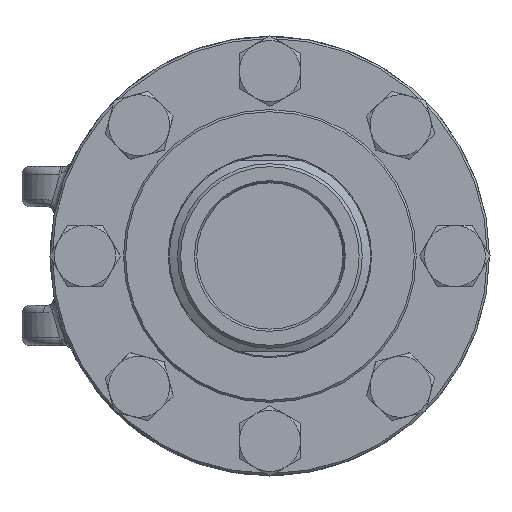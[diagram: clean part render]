
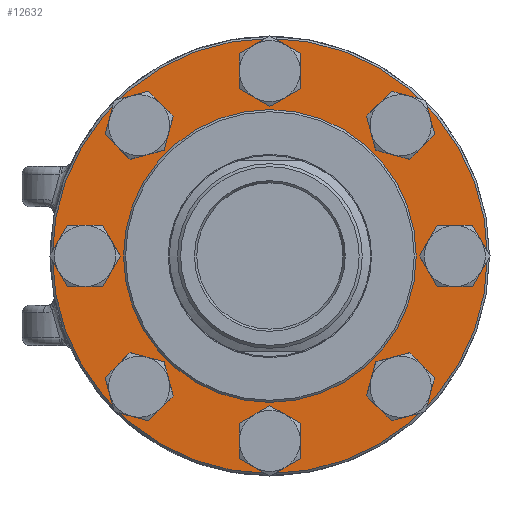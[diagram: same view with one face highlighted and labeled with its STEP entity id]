
A CAD part, left-side view. The second image highlights one B-rep face of the part: STEP entity #12632.
In plain terms, the highlighted planar face has unit normal (-1, 0, 0).
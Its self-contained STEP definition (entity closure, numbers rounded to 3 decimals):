
#413=FACE_BOUND('',#4411,.T.);
#414=FACE_BOUND('',#4412,.T.);
#415=FACE_BOUND('',#4413,.T.);
#416=FACE_BOUND('',#4414,.T.);
#417=FACE_BOUND('',#4415,.T.);
#418=FACE_BOUND('',#4416,.T.);
#419=FACE_BOUND('',#4417,.T.);
#420=FACE_BOUND('',#4418,.T.);
#421=FACE_BOUND('',#4419,.T.);
#593=PLANE('',#13551);
#889=CIRCLE('',#13209,11.6);
#890=CIRCLE('',#13210,11.6);
#893=CIRCLE('',#13214,11.6);
#894=CIRCLE('',#13215,11.6);
#897=CIRCLE('',#13219,11.6);
#898=CIRCLE('',#13220,11.6);
#901=CIRCLE('',#13224,11.6);
#902=CIRCLE('',#13225,11.6);
#905=CIRCLE('',#13229,11.6);
#906=CIRCLE('',#13230,11.6);
#909=CIRCLE('',#13234,11.6);
#910=CIRCLE('',#13235,11.6);
#913=CIRCLE('',#13239,11.6);
#914=CIRCLE('',#13240,11.6);
#917=CIRCLE('',#13244,11.6);
#918=CIRCLE('',#13245,11.6);
#1050=CIRCLE('',#13549,57.15);
#1051=CIRCLE('',#13550,57.15);
#1052=CIRCLE('',#13552,84.95);
#1053=CIRCLE('',#13553,84.95);
#3669=FACE_OUTER_BOUND('',#4410,.T.);
#4410=EDGE_LOOP('',(#9406,#9407));
#4411=EDGE_LOOP('',(#9408,#9409));
#4412=EDGE_LOOP('',(#9410,#9411));
#4413=EDGE_LOOP('',(#9412,#9413));
#4414=EDGE_LOOP('',(#9414,#9415));
#4415=EDGE_LOOP('',(#9416,#9417));
#4416=EDGE_LOOP('',(#9418,#9419));
#4417=EDGE_LOOP('',(#9420,#9421));
#4418=EDGE_LOOP('',(#9422,#9423));
#4419=EDGE_LOOP('',(#9424,#9425));
#5477=VERTEX_POINT('',#17104);
#5478=VERTEX_POINT('',#17105);
#5481=VERTEX_POINT('',#17114);
#5482=VERTEX_POINT('',#17115);
#5485=VERTEX_POINT('',#17124);
#5486=VERTEX_POINT('',#17125);
#5489=VERTEX_POINT('',#17134);
#5490=VERTEX_POINT('',#17135);
#5493=VERTEX_POINT('',#17144);
#5494=VERTEX_POINT('',#17145);
#5497=VERTEX_POINT('',#17154);
#5498=VERTEX_POINT('',#17155);
#5501=VERTEX_POINT('',#17164);
#5502=VERTEX_POINT('',#17165);
#5505=VERTEX_POINT('',#17174);
#5506=VERTEX_POINT('',#17175);
#5734=VERTEX_POINT('',#18143);
#5735=VERTEX_POINT('',#18144);
#5736=VERTEX_POINT('',#18149);
#5737=VERTEX_POINT('',#18150);
#6708=EDGE_CURVE('',#5477,#5478,#889,.T.);
#6709=EDGE_CURVE('',#5478,#5477,#890,.T.);
#6713=EDGE_CURVE('',#5481,#5482,#893,.T.);
#6714=EDGE_CURVE('',#5482,#5481,#894,.T.);
#6718=EDGE_CURVE('',#5485,#5486,#897,.T.);
#6719=EDGE_CURVE('',#5486,#5485,#898,.T.);
#6723=EDGE_CURVE('',#5489,#5490,#901,.T.);
#6724=EDGE_CURVE('',#5490,#5489,#902,.T.);
#6728=EDGE_CURVE('',#5493,#5494,#905,.T.);
#6729=EDGE_CURVE('',#5494,#5493,#906,.T.);
#6733=EDGE_CURVE('',#5497,#5498,#909,.T.);
#6734=EDGE_CURVE('',#5498,#5497,#910,.T.);
#6738=EDGE_CURVE('',#5501,#5502,#913,.T.);
#6739=EDGE_CURVE('',#5502,#5501,#914,.T.);
#6743=EDGE_CURVE('',#5505,#5506,#917,.T.);
#6744=EDGE_CURVE('',#5506,#5505,#918,.T.);
#7119=EDGE_CURVE('',#5734,#5735,#1050,.T.);
#7120=EDGE_CURVE('',#5735,#5734,#1051,.T.);
#7122=EDGE_CURVE('',#5736,#5737,#1052,.T.);
#7123=EDGE_CURVE('',#5737,#5736,#1053,.T.);
#9406=ORIENTED_EDGE('',*,*,#7122,.F.);
#9407=ORIENTED_EDGE('',*,*,#7123,.F.);
#9408=ORIENTED_EDGE('',*,*,#6708,.T.);
#9409=ORIENTED_EDGE('',*,*,#6709,.T.);
#9410=ORIENTED_EDGE('',*,*,#6713,.T.);
#9411=ORIENTED_EDGE('',*,*,#6714,.T.);
#9412=ORIENTED_EDGE('',*,*,#6718,.T.);
#9413=ORIENTED_EDGE('',*,*,#6719,.T.);
#9414=ORIENTED_EDGE('',*,*,#6723,.T.);
#9415=ORIENTED_EDGE('',*,*,#6724,.T.);
#9416=ORIENTED_EDGE('',*,*,#6728,.T.);
#9417=ORIENTED_EDGE('',*,*,#6729,.T.);
#9418=ORIENTED_EDGE('',*,*,#6733,.T.);
#9419=ORIENTED_EDGE('',*,*,#6734,.T.);
#9420=ORIENTED_EDGE('',*,*,#6738,.T.);
#9421=ORIENTED_EDGE('',*,*,#6739,.T.);
#9422=ORIENTED_EDGE('',*,*,#6743,.T.);
#9423=ORIENTED_EDGE('',*,*,#6744,.T.);
#9424=ORIENTED_EDGE('',*,*,#7119,.T.);
#9425=ORIENTED_EDGE('',*,*,#7120,.T.);
#12632=ADVANCED_FACE('',(#3669,#413,#414,#415,#416,#417,#418,#419,#420,
#421),#593,.T.);
#13209=AXIS2_PLACEMENT_3D('',#17106,#14163,#14164);
#13210=AXIS2_PLACEMENT_3D('',#17107,#14165,#14166);
#13214=AXIS2_PLACEMENT_3D('',#17116,#14174,#14175);
#13215=AXIS2_PLACEMENT_3D('',#17117,#14176,#14177);
#13219=AXIS2_PLACEMENT_3D('',#17126,#14185,#14186);
#13220=AXIS2_PLACEMENT_3D('',#17127,#14187,#14188);
#13224=AXIS2_PLACEMENT_3D('',#17136,#14196,#14197);
#13225=AXIS2_PLACEMENT_3D('',#17137,#14198,#14199);
#13229=AXIS2_PLACEMENT_3D('',#17146,#14207,#14208);
#13230=AXIS2_PLACEMENT_3D('',#17147,#14209,#14210);
#13234=AXIS2_PLACEMENT_3D('',#17156,#14218,#14219);
#13235=AXIS2_PLACEMENT_3D('',#17157,#14220,#14221);
#13239=AXIS2_PLACEMENT_3D('',#17166,#14229,#14230);
#13240=AXIS2_PLACEMENT_3D('',#17167,#14231,#14232);
#13244=AXIS2_PLACEMENT_3D('',#17176,#14240,#14241);
#13245=AXIS2_PLACEMENT_3D('',#17177,#14242,#14243);
#13549=AXIS2_PLACEMENT_3D('',#18145,#14997,#14998);
#13550=AXIS2_PLACEMENT_3D('',#18146,#14999,#15000);
#13551=AXIS2_PLACEMENT_3D('',#18148,#15002,#15003);
#13552=AXIS2_PLACEMENT_3D('',#18151,#15004,#15005);
#13553=AXIS2_PLACEMENT_3D('',#18152,#15006,#15007);
#14163=DIRECTION('center_axis',(1.,0.,0.));
#14164=DIRECTION('ref_axis',(0.,0.,
-1.));
#14165=DIRECTION('center_axis',(1.,0.,0.));
#14166=DIRECTION('ref_axis',(0.,0.,
-1.));
#14174=DIRECTION('center_axis',(1.,0.,0.));
#14175=DIRECTION('ref_axis',(0.,-1.,0.));
#14176=DIRECTION('center_axis',(1.,0.,0.));
#14177=DIRECTION('ref_axis',(0.,-1.,0.));
#14185=DIRECTION('center_axis',(1.,0.,0.));
#14186=DIRECTION('ref_axis',(0.,0.707,0.707));
#14187=DIRECTION('center_axis',(1.,0.,0.));
#14188=DIRECTION('ref_axis',(0.,0.707,0.707));
#14196=DIRECTION('center_axis',(1.,0.,0.));
#14197=DIRECTION('ref_axis',(0.,1.,0.));
#14198=DIRECTION('center_axis',(1.,0.,0.));
#14199=DIRECTION('ref_axis',(0.,1.,0.));
#14207=DIRECTION('center_axis',(1.,0.,0.));
#14208=DIRECTION('ref_axis',(0.,0.,
1.));
#14209=DIRECTION('center_axis',(1.,0.,0.));
#14210=DIRECTION('ref_axis',(0.,0.,
1.));
#14218=DIRECTION('center_axis',(1.,0.,0.));
#14219=DIRECTION('ref_axis',(0.,-0.707,-0.707));
#14220=DIRECTION('center_axis',(1.,0.,0.));
#14221=DIRECTION('ref_axis',(0.,-0.707,-0.707));
#14229=DIRECTION('center_axis',(1.,0.,0.));
#14230=DIRECTION('ref_axis',(0.,0.707,-0.707));
#14231=DIRECTION('center_axis',(1.,0.,0.));
#14232=DIRECTION('ref_axis',(0.,0.707,-0.707));
#14240=DIRECTION('center_axis',(1.,0.,0.));
#14241=DIRECTION('ref_axis',(0.,-0.707,0.707));
#14242=DIRECTION('center_axis',(1.,0.,0.));
#14243=DIRECTION('ref_axis',(0.,-0.707,0.707));
#14997=DIRECTION('center_axis',(1.,0.,0.));
#14998=DIRECTION('ref_axis',(0.,-1.,0.));
#14999=DIRECTION('center_axis',(1.,0.,0.));
#15000=DIRECTION('ref_axis',(0.,-1.,0.));
#15002=DIRECTION('center_axis',(-1.,0.,0.));
#15003=DIRECTION('ref_axis',(0.,0.,
-1.));
#15004=DIRECTION('center_axis',(1.,0.,0.));
#15005=DIRECTION('ref_axis',(0.,-1.,0.));
#15006=DIRECTION('center_axis',(1.,0.,0.));
#15007=DIRECTION('ref_axis',(0.,-1.,0.));
#17104=CARTESIAN_POINT('',(-11.26,0.,-83.8));
#17105=CARTESIAN_POINT('',(-11.26,0.,-60.6));
#17106=CARTESIAN_POINT('Origin',(-11.26,0.,
-72.2));
#17107=CARTESIAN_POINT('Origin',(-11.26,0.,
-72.2));
#17114=CARTESIAN_POINT('',(-11.26,-83.8,0.));
#17115=CARTESIAN_POINT('',(-11.26,-60.6,0.));
#17116=CARTESIAN_POINT('Origin',(-11.26,-72.2,0.));
#17117=CARTESIAN_POINT('Origin',(-11.26,-72.2,0.));
#17124=CARTESIAN_POINT('',(-11.26,59.256,59.256));
#17125=CARTESIAN_POINT('',(-11.26,42.851,42.851));
#17126=CARTESIAN_POINT('Origin',(-11.26,51.053,51.053));
#17127=CARTESIAN_POINT('Origin',(-11.26,51.053,51.053));
#17134=CARTESIAN_POINT('',(-11.26,83.8,0.));
#17135=CARTESIAN_POINT('',(-11.26,60.6,0.));
#17136=CARTESIAN_POINT('Origin',(-11.26,72.2,0.));
#17137=CARTESIAN_POINT('Origin',(-11.26,72.2,0.));
#17144=CARTESIAN_POINT('',(-11.26,0.,83.8));
#17145=CARTESIAN_POINT('',(-11.26,0.,60.6));
#17146=CARTESIAN_POINT('Origin',(-11.26,0.,
72.2));
#17147=CARTESIAN_POINT('Origin',(-11.26,0.,
72.2));
#17154=CARTESIAN_POINT('',(-11.26,-59.256,-59.256));
#17155=CARTESIAN_POINT('',(-11.26,-42.851,-42.851));
#17156=CARTESIAN_POINT('Origin',(-11.26,-51.053,-51.053));
#17157=CARTESIAN_POINT('Origin',(-11.26,-51.053,-51.053));
#17164=CARTESIAN_POINT('',(-11.26,59.256,-59.256));
#17165=CARTESIAN_POINT('',(-11.26,42.851,-42.851));
#17166=CARTESIAN_POINT('Origin',(-11.26,51.053,-51.053));
#17167=CARTESIAN_POINT('Origin',(-11.26,51.053,-51.053));
#17174=CARTESIAN_POINT('',(-11.26,-59.256,59.256));
#17175=CARTESIAN_POINT('',(-11.26,-42.851,42.851));
#17176=CARTESIAN_POINT('Origin',(-11.26,-51.053,51.053));
#17177=CARTESIAN_POINT('Origin',(-11.26,-51.053,51.053));
#18143=CARTESIAN_POINT('',(-11.26,-57.15,0.));
#18144=CARTESIAN_POINT('',(-11.26,57.15,0.));
#18145=CARTESIAN_POINT('Origin',(-11.26,0.,
0.));
#18146=CARTESIAN_POINT('Origin',(-11.26,0.,
0.));
#18148=CARTESIAN_POINT('Origin',(-11.26,-71.05,0.));
#18149=CARTESIAN_POINT('',(-11.26,-84.95,0.));
#18150=CARTESIAN_POINT('',(-11.26,84.95,0.));
#18151=CARTESIAN_POINT('Origin',(-11.26,0.,
0.));
#18152=CARTESIAN_POINT('Origin',(-11.26,0.,
0.));
